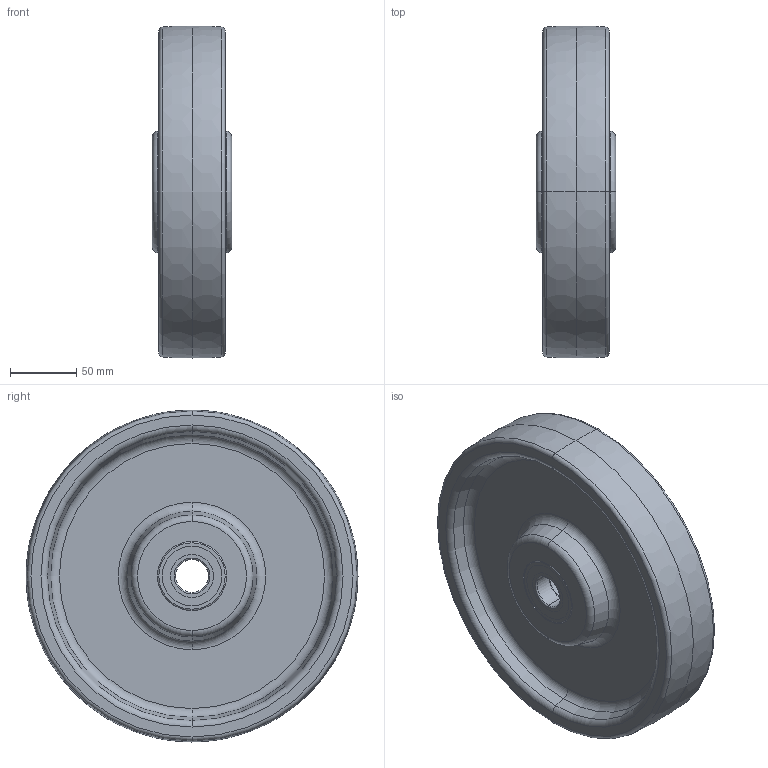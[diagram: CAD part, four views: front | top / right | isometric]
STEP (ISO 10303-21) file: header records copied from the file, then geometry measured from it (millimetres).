
FILE_DESCRIPTION (( 'STEP AP214' ), '1' );
FILE_NAME ('0022672.step', '2022-04-22T08:02:28', ( '' ), ( '' ), 'SwSTEP 2.0', 'SolidWorks 2020', '' );
FILE_SCHEMA (( 'AUTOMOTIVE_DESIGN' ));
Length unit declared in the file: millimetre
Products named in the file (1): 0022672
Bounding box: 60 x 250 x 250 mm (x, y, z)
Volume: 1488726.1 mm3; surface area: 193806.8 mm2
Topology: 11 solids, 11 shells, 162 faces, 324 edges, 194 vertices
Faces by surface type: cylinder 62, torus 60, plane 32, cone 8
Entity records: 6224 total; most frequent: DIRECTION 904, CARTESIAN_POINT 681, ORIENTED_EDGE 648, AXIS2_PLACEMENT_3D 417, EDGE_CURVE 324, CIRCLE 254, EDGE_LOOP 194, VERTEX_POINT 194
